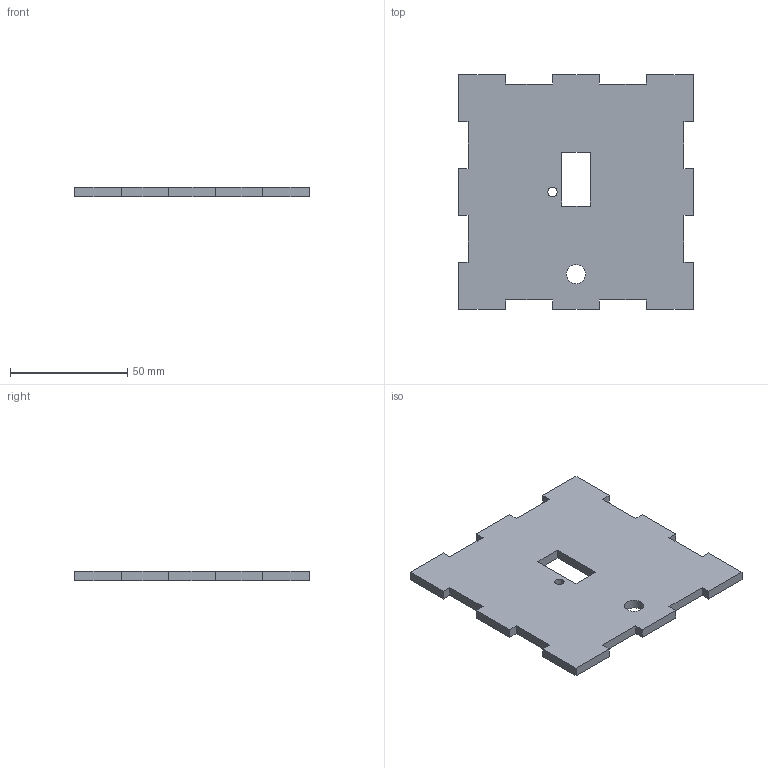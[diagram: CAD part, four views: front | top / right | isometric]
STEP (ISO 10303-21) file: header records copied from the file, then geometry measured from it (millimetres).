
FILE_DESCRIPTION(('STEP AP242'), '1');
FILE_NAME('ñòåíêà ïîë', '', ('UNSPECIFIED'), ('UNSPECIFIED'), 'C3D Converter', 'C3D Toolkit', '');
FILE_SCHEMA(('AP242_MANAGED_MODEL_BASED_3D_ENGINEERING_MIM_LF { 1 0 10303 442 1 1 4 }'));
Length unit declared in the file: millimetre
Bounding box: 100 x 100 x 4 mm (x, y, z)
Volume: 36077.1 mm3; surface area: 20327.2 mm2
Topology: 1 solids, 1 shells, 44 faces, 126 edges, 84 vertices
Faces by surface type: plane 42, cylinder 2
Full cylindrical faces by diameter (mm): 4 x1, 8.15 x1
Entity records: 1456 total; most frequent: CARTESIAN_POINT 253, ORIENTED_EDGE 248, DIRECTION 218, EDGE_CURVE 124, LINE 120, VECTOR 120, VERTEX_POINT 84, EDGE_LOOP 52
